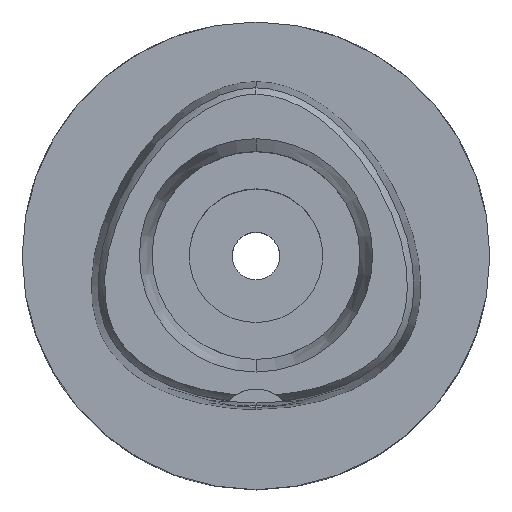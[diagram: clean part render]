
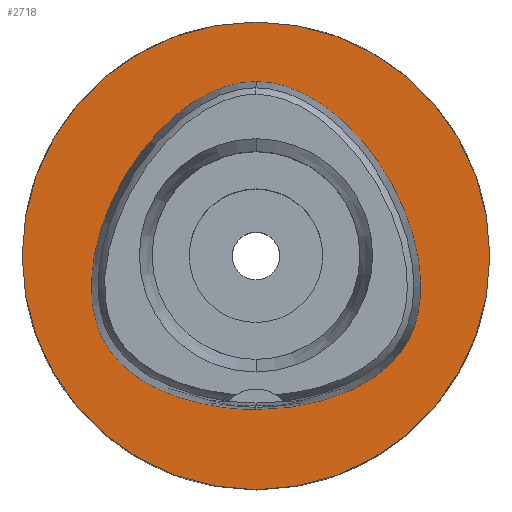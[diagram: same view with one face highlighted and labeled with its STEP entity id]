
A CAD part, top view. The second image highlights one B-rep face of the part: STEP entity #2718.
In plain terms, the highlighted planar face has unit normal (0, 0, 1).
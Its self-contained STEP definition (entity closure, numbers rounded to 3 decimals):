
#25 = AXIS2_PLACEMENT_3D ( 'NONE', #1835, #2306, #3028 ) ;
#26 = CARTESIAN_POINT ( 'NONE',  ( -22.245, -4.1, 0. ) ) ;
#179 = VERTEX_POINT ( 'NONE', #1749 ) ;
#226 = CARTESIAN_POINT ( 'NONE',  ( 0., 0., 0. ) ) ;
#318 = DIRECTION ( 'NONE',  ( 0., 0., -1. ) ) ;
#329 = CARTESIAN_POINT ( 'NONE',  ( -10.746, 19.174, 0. ) ) ;
#350 = CARTESIAN_POINT ( 'NONE',  ( -2.114, -20.675, 0. ) ) ;
#370 = FACE_OUTER_BOUND ( 'NONE', #2135, .T. ) ;
#375 = CARTESIAN_POINT ( 'NONE',  ( -20.749, 4.657, 0. ) ) ;
#392 = PLANE ( 'NONE',  #25 ) ;
#399 = CARTESIAN_POINT ( 'NONE',  ( 0., -20.675, 0. ) ) ;
#413 = CIRCLE ( 'NONE', #3410, 31.5 ) ;
#483 = CARTESIAN_POINT ( 'NONE',  ( 16.959, -15.678, 0. ) ) ;
#597 = CARTESIAN_POINT ( 'NONE',  ( 18.068, 10.432, 0. ) ) ;
#598 = CARTESIAN_POINT ( 'NONE',  ( 0., 23.475, 0. ) ) ;
#702 = CARTESIAN_POINT ( 'NONE',  ( -18.568, -14.169, 0. ) ) ;
#807 = VERTEX_POINT ( 'NONE', #399 ) ;
#817 = CARTESIAN_POINT ( 'NONE',  ( 20.932, -10.604, 0. ) ) ;
#868 = CARTESIAN_POINT ( 'NONE',  ( 10.746, 19.174, 0. ) ) ;
#893 = CARTESIAN_POINT ( 'NONE',  ( 21.978, -0.281, 0. ) ) ;
#1060 = CARTESIAN_POINT ( 'NONE',  ( -20.932, -10.604, 0. ) ) ;
#1149 = FACE_BOUND ( 'NONE', #3095, .T. ) ;
#1197 = CARTESIAN_POINT ( 'NONE',  ( 2.114, -20.675, 0. ) ) ;
#1311 = VERTEX_POINT ( 'NONE', #598 ) ;
#1356 = CARTESIAN_POINT ( 'NONE',  ( 6.341, -20.298, 0. ) ) ;
#1442 = CARTESIAN_POINT ( 'NONE',  ( -18.068, 10.432, 0. ) ) ;
#1456 = EDGE_CURVE ( 'NONE', #1824, #179, #2967, .T. ) ;
#1472 = CARTESIAN_POINT ( 'NONE',  ( 0., -20.675, 0. ) ) ;
#1507 = ORIENTED_EDGE ( 'NONE', *, *, #2841, .F. ) ;
#1587 = CARTESIAN_POINT ( 'NONE',  ( 21.555, -8.996, 0. ) ) ;
#1612 = CARTESIAN_POINT ( 'NONE',  ( 11.233, -18.893, 0. ) ) ;
#1638 = CARTESIAN_POINT ( 'NONE',  ( 7.571, 21.315, 0. ) ) ;
#1710 = DIRECTION ( 'NONE',  ( 0., -1., 0. ) ) ;
#1749 = CARTESIAN_POINT ( 'NONE',  ( 0., 31.5, 0. ) ) ;
#1750 = CARTESIAN_POINT ( 'NONE',  ( 0., 23.475, 0. ) ) ;
#1818 = EDGE_CURVE ( 'NONE', #1311, #807, #4604, .T. ) ;
#1824 = VERTEX_POINT ( 'NONE', #2942 ) ;
#1835 = CARTESIAN_POINT ( 'NONE',  ( 0., 0., 0. ) ) ;
#1839 = CARTESIAN_POINT ( 'NONE',  ( -22.057, -6.848, 0. ) ) ;
#2013 = CARTESIAN_POINT ( 'NONE',  ( 20.749, 4.657, 0. ) ) ;
#2135 = EDGE_LOOP ( 'NONE', ( #4562, #3549 ) ) ;
#2212 = CARTESIAN_POINT ( 'NONE',  ( -14.673, -17.214, 0. ) ) ;
#2287 = CARTESIAN_POINT ( 'NONE',  ( -21.555, -8.996, 0. ) ) ;
#2306 = DIRECTION ( 'NONE',  ( 0., 0., -1. ) ) ;
#2335 = CARTESIAN_POINT ( 'NONE',  ( 14.673, -17.214, 0. ) ) ;
#2382 = CARTESIAN_POINT ( 'NONE',  ( 5.098, 22.526, 0. ) ) ;
#2596 = CARTESIAN_POINT ( 'NONE',  ( -20.35, -11.749, 0. ) ) ;
#2602 = DIRECTION ( 'NONE',  ( 0., 1., 0. ) ) ;
#2718 = ADVANCED_FACE ( 'NONE', ( #370, #1149 ), #392, .F. ) ;
#2841 = EDGE_CURVE ( 'NONE', #807, #1311, #3941, .T. ) ;
#2869 = CARTESIAN_POINT ( 'NONE',  ( 22.057, -6.848, 0. ) ) ;
#2942 = CARTESIAN_POINT ( 'NONE',  ( 0., -31.5, 0. ) ) ;
#2962 = CARTESIAN_POINT ( 'NONE',  ( -21.978, -0.281, 0. ) ) ;
#2967 = CIRCLE ( 'NONE', #3922, 31.5 ) ;
#3028 = DIRECTION ( 'NONE',  ( 0., -1., 0. ) ) ;
#3032 = CARTESIAN_POINT ( 'NONE',  ( -0.855, 23.475, 0. ) ) ;
#3095 = EDGE_LOOP ( 'NONE', ( #3293, #1507 ) ) ;
#3293 = ORIENTED_EDGE ( 'NONE', *, *, #1818, .F. ) ;
#3323 = CARTESIAN_POINT ( 'NONE',  ( 0., 0., 0. ) ) ;
#3341 = CARTESIAN_POINT ( 'NONE',  ( -5.098, 22.526, 0. ) ) ;
#3404 = CARTESIAN_POINT ( 'NONE',  ( 0., 23.475, 0. ) ) ;
#3410 = AXIS2_PLACEMENT_3D ( 'NONE', #3323, #318, #2602 ) ;
#3503 = CARTESIAN_POINT ( 'NONE',  ( 22.245, -4.1, 0. ) ) ;
#3530 = CARTESIAN_POINT ( 'NONE',  ( 20.35, -11.749, 0. ) ) ;
#3549 = ORIENTED_EDGE ( 'NONE', *, *, #1456, .F. ) ;
#3617 = CARTESIAN_POINT ( 'NONE',  ( 2.565, 23.293, 0. ) ) ;
#3726 = CARTESIAN_POINT ( 'NONE',  ( -6.341, -20.298, 0. ) ) ;
#3798 = CARTESIAN_POINT ( 'NONE',  ( -16.959, -15.678, 0. ) ) ;
#3899 = CARTESIAN_POINT ( 'NONE',  ( 19.649, -12.825, 0. ) ) ;
#3922 = AXIS2_PLACEMENT_3D ( 'NONE', #226, #4447, #1710 ) ;
#3941 = B_SPLINE_CURVE_WITH_KNOTS ( 'NONE', 3,
 ( #4756, #1197, #1356, #1612, #2335, #483, #4301, #3899, #3530, #817, #1587, #2869, #3503, #893, #2013, #597, #4394, #868, #1638, #2382, #3617, #4257, #1750 ),
 .UNSPECIFIED., .F., .F.,
 ( 4, 1, 1, 1, 1, 1, 1, 1, 1, 1, 1, 1, 1, 1, 1, 1, 1, 1, 1, 1, 4 ),
 ( 0., 0.083, 0.167, 0.208, 0.25, 0.292, 0.313, 0.333, 0.354, 0.375, 0.417, 0.458, 0.5, 0.583, 0.667, 0.75, 0.833, 0.875, 0.917, 0.958, 1. ),
 .UNSPECIFIED. ) ;
#4174 = CARTESIAN_POINT ( 'NONE',  ( -14.408, 15.641, 0. ) ) ;
#4257 = CARTESIAN_POINT ( 'NONE',  ( 0.855, 23.475, 0. ) ) ;
#4301 = CARTESIAN_POINT ( 'NONE',  ( 18.568, -14.169, 0. ) ) ;
#4394 = CARTESIAN_POINT ( 'NONE',  ( 14.408, 15.641, 0. ) ) ;
#4447 = DIRECTION ( 'NONE',  ( 0., 0., -1. ) ) ;
#4499 = CARTESIAN_POINT ( 'NONE',  ( -19.649, -12.825, 0. ) ) ;
#4520 = CARTESIAN_POINT ( 'NONE',  ( -2.565, 23.293, 0. ) ) ;
#4562 = ORIENTED_EDGE ( 'NONE', *, *, #4762, .F. ) ;
#4604 = B_SPLINE_CURVE_WITH_KNOTS ( 'NONE', 3,
 ( #3404, #3032, #4520, #3341, #4837, #329, #4174, #1442, #375, #2962, #26, #1839, #2287, #1060, #2596, #4499, #702, #3798, #2212, #4819, #3726, #350, #1472 ),
 .UNSPECIFIED., .F., .F.,
 ( 4, 1, 1, 1, 1, 1, 1, 1, 1, 1, 1, 1, 1, 1, 1, 1, 1, 1, 1, 1, 4 ),
 ( 0., 0.042, 0.083, 0.125, 0.167, 0.25, 0.333, 0.417, 0.5, 0.542, 0.583, 0.625, 0.646, 0.667, 0.688, 0.708, 0.75, 0.792, 0.833, 0.917, 1. ),
 .UNSPECIFIED. ) ;
#4756 = CARTESIAN_POINT ( 'NONE',  ( 0., -20.675, 0. ) ) ;
#4762 = EDGE_CURVE ( 'NONE', #179, #1824, #413, .T. ) ;
#4819 = CARTESIAN_POINT ( 'NONE',  ( -11.233, -18.893, 0. ) ) ;
#4837 = CARTESIAN_POINT ( 'NONE',  ( -7.571, 21.315, 0. ) ) ;
